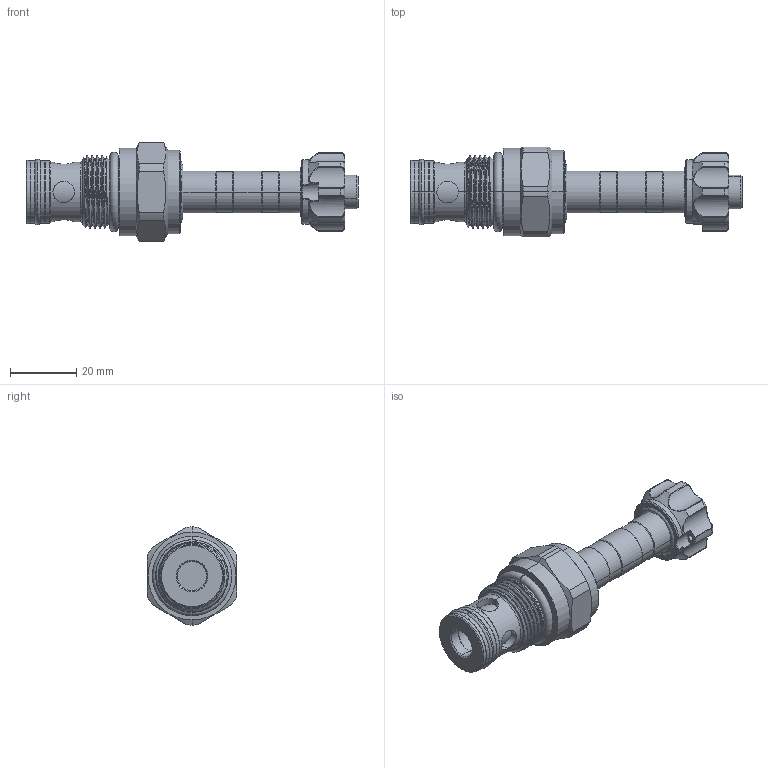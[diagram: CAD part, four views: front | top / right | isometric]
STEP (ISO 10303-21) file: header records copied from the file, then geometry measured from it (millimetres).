
FILE_DESCRIPTION (( 'STEP AP203' ), '1' );
FILE_NAME ('EP22M2A31M05.STEP', '2020-05-13T01:02:47', ( '' ), ( '' ), 'SwSTEP 2.0', 'SolidWorks 2018', '' );
FILE_SCHEMA (( 'CONFIG_CONTROL_DESIGN' ));
Length unit declared in the file: millimetre
Products named in the file (1): EP22M2A31M05
Bounding box: 100.05 x 27 x 29.6 mm (x, y, z)
Volume: 27804.5 mm3; surface area: 9888.3 mm2
Topology: 4 solids, 4 shells, 260 faces, 612 edges, 371 vertices
Faces by surface type: cylinder 122, bspline 38, torus 37, cone 36, plane 27
Entity records: 13007 total; most frequent: CARTESIAN_POINT 7262, ORIENTED_EDGE 1220, DIRECTION 1161, EDGE_CURVE 610, AXIS2_PLACEMENT_3D 500, VERTEX_POINT 371, EDGE_LOOP 281, CIRCLE 277
